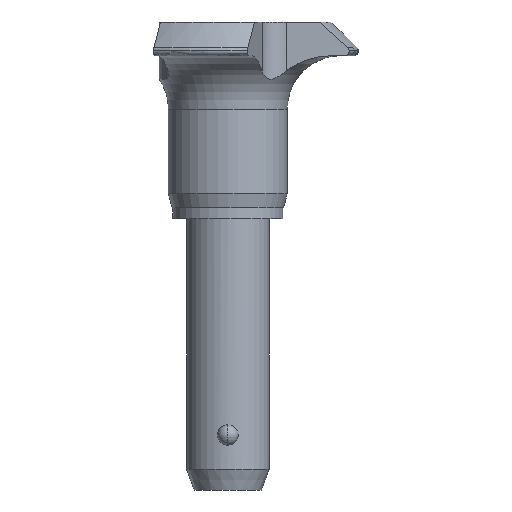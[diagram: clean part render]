
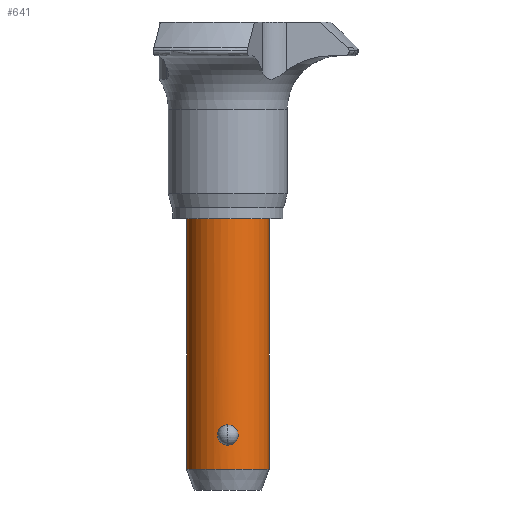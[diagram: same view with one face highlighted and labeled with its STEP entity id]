
A CAD part, front view. The second image highlights one B-rep face of the part: STEP entity #641.
In plain terms, the highlighted cylindrical face has radius 6 mm (diameter 12 mm), a partial arc.
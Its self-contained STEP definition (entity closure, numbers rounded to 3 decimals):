
#641=ADVANCED_FACE('',(#1291,#1292),#1293,.T.);
#691=EDGE_CURVE('',#813,#867,#1346,.T.);
#727=EDGE_CURVE('',#857,#813,#1386,.T.);
#813=VERTEX_POINT('',#1480);
#819=EDGE_CURVE('',#867,#857,#1486,.T.);
#857=VERTEX_POINT('',#1532);
#867=VERTEX_POINT('',#1544);
#877=VERTEX_POINT('',#1556);
#879=EDGE_CURVE('',#895,#921,#1558,.T.);
#891=EDGE_CURVE('',#895,#913,#1570,.T.);
#895=VERTEX_POINT('',#1574);
#909=EDGE_CURVE('',#877,#913,#1591,.T.);
#913=VERTEX_POINT('',#1595);
#917=EDGE_CURVE('',#877,#921,#1600,.T.);
#921=VERTEX_POINT('',#1604);
#1291=FACE_OUTER_BOUND('',#2395,.T.);
#1292=FACE_BOUND('',#2396,.T.);
#1293=CYLINDRICAL_SURFACE('',#2397,6.);
#1346=B_SPLINE_CURVE_WITH_KNOTS('',3,(#2512,#2513,#2514,#2515,#2516,#2517,#2518,#2519,#2520,#2521,#2522,#2523,#2524,#2525),.UNSPECIFIED.,.F.,.F.,(4,2,2,2,2,2,4),(6.7,7.077,7.453,7.683,7.913,8.423,8.934),.UNSPECIFIED.);
#1386=B_SPLINE_CURVE_WITH_KNOTS('',3,(#2584,#2585,#2586,#2587,#2588,#2589,#2590,#2591,#2592,#2593,#2594,#2595,#2596,#2597,#2598,#2599,#2600,#2601,#2602,#2603,#2604,#2605,#2606,#2607,#2608,#2609),.UNSPECIFIED.,.F.,.F.,(4,2,2,2,2,2,2,2,2,2,2,2,4),(2.233,2.61,2.986,3.216,3.446,3.956,4.467,4.977,5.487,5.717,5.947,6.324,6.7),.UNSPECIFIED.);
#1480=CARTESIAN_POINT('',(0.,-6.,-31.007));
#1486=B_SPLINE_CURVE_WITH_KNOTS('',3,(#2793,#2794,#2795,#2796,#2797,#2798,#2799,#2800,#2801,#2802,#2803,#2804,#2805,#2806),.UNSPECIFIED.,.F.,.F.,(4,2,2,2,2,2,4),(0.0,0.51,1.021,1.251,1.481,1.857,2.233),.UNSPECIFIED.);
#1532=CARTESIAN_POINT('',(0.,-6.,-33.965));
#1544=CARTESIAN_POINT('',(1.499,-5.81,-32.486));
#1556=CARTESIAN_POINT('',(-6.,0.,-37.486));
#1558=CIRCLE('',#2941,6.);
#1570=LINE('',#2997,#2998);
#1574=CARTESIAN_POINT('',(6.,0.,-0.986));
#1591=CIRCLE('',#3022,6.);
#1595=CARTESIAN_POINT('',(6.,0.,-37.486));
#1600=LINE('',#3032,#3033);
#1604=CARTESIAN_POINT('',(-6.,0.,-0.986));
#2395=EDGE_LOOP('',(#3491,#3492,#3493,#3494));
#2396=EDGE_LOOP('',(#3495,#3496,#3497));
#2397=AXIS2_PLACEMENT_3D('',#3498,#3499,#3500);
#2512=CARTESIAN_POINT('',(0.,-6.,-31.007));
#2513=CARTESIAN_POINT('',(0.125,-6.,-31.007));
#2514=CARTESIAN_POINT('',(0.262,-5.996,-31.023));
#2515=CARTESIAN_POINT('',(0.524,-5.979,-31.093));
#2516=CARTESIAN_POINT('',(0.65,-5.966,-31.146));
#2517=CARTESIAN_POINT('',(0.824,-5.944,-31.245));
#2518=CARTESIAN_POINT('',(0.893,-5.933,-31.292));
#2519=CARTESIAN_POINT('',(1.022,-5.913,-31.397));
#2520=CARTESIAN_POINT('',(1.082,-5.902,-31.456));
#2521=CARTESIAN_POINT('',(1.244,-5.871,-31.639));
#2522=CARTESIAN_POINT('',(1.34,-5.849,-31.796));
#2523=CARTESIAN_POINT('',(1.468,-5.818,-32.134));
#2524=CARTESIAN_POINT('',(1.499,-5.81,-32.316));
#2525=CARTESIAN_POINT('',(1.499,-5.81,-32.486));
#2584=CARTESIAN_POINT('',(0.,-6.,-33.965));
#2585=CARTESIAN_POINT('',(-0.125,-6.,-33.965));
#2586=CARTESIAN_POINT('',(-0.262,-5.996,-33.949));
#2587=CARTESIAN_POINT('',(-0.524,-5.979,-33.88));
#2588=CARTESIAN_POINT('',(-0.65,-5.966,-33.827));
#2589=CARTESIAN_POINT('',(-0.824,-5.944,-33.727));
#2590=CARTESIAN_POINT('',(-0.893,-5.933,-33.68));
#2591=CARTESIAN_POINT('',(-1.022,-5.913,-33.575));
#2592=CARTESIAN_POINT('',(-1.082,-5.902,-33.517));
#2593=CARTESIAN_POINT('',(-1.244,-5.871,-33.333));
#2594=CARTESIAN_POINT('',(-1.34,-5.849,-33.177));
#2595=CARTESIAN_POINT('',(-1.468,-5.818,-32.838));
#2596=CARTESIAN_POINT('',(-1.499,-5.81,-32.656));
#2597=CARTESIAN_POINT('',(-1.499,-5.81,-32.316));
#2598=CARTESIAN_POINT('',(-1.468,-5.818,-32.134));
#2599=CARTESIAN_POINT('',(-1.34,-5.849,-31.796));
#2600=CARTESIAN_POINT('',(-1.244,-5.871,-31.639));
#2601=CARTESIAN_POINT('',(-1.082,-5.902,-31.456));
#2602=CARTESIAN_POINT('',(-1.022,-5.913,-31.397));
#2603=CARTESIAN_POINT('',(-0.893,-5.933,-31.292));
#2604=CARTESIAN_POINT('',(-0.824,-5.944,-31.245));
#2605=CARTESIAN_POINT('',(-0.65,-5.966,-31.146));
#2606=CARTESIAN_POINT('',(-0.524,-5.979,-31.093));
#2607=CARTESIAN_POINT('',(-0.262,-5.996,-31.023));
#2608=CARTESIAN_POINT('',(-0.125,-6.,-31.007));
#2609=CARTESIAN_POINT('',(0.,-6.,-31.007));
#2793=CARTESIAN_POINT('',(1.499,-5.81,-32.486));
#2794=CARTESIAN_POINT('',(1.499,-5.81,-32.656));
#2795=CARTESIAN_POINT('',(1.468,-5.818,-32.838));
#2796=CARTESIAN_POINT('',(1.34,-5.849,-33.177));
#2797=CARTESIAN_POINT('',(1.244,-5.871,-33.333));
#2798=CARTESIAN_POINT('',(1.082,-5.902,-33.517));
#2799=CARTESIAN_POINT('',(1.022,-5.913,-33.575));
#2800=CARTESIAN_POINT('',(0.893,-5.933,-33.68));
#2801=CARTESIAN_POINT('',(0.824,-5.944,-33.727));
#2802=CARTESIAN_POINT('',(0.65,-5.966,-33.827));
#2803=CARTESIAN_POINT('',(0.524,-5.979,-33.88));
#2804=CARTESIAN_POINT('',(0.262,-5.996,-33.949));
#2805=CARTESIAN_POINT('',(0.125,-6.,-33.965));
#2806=CARTESIAN_POINT('',(0.,-6.,-33.965));
#2941=AXIS2_PLACEMENT_3D('',#3818,#3819,#3820);
#2997=CARTESIAN_POINT('',(6.,0.,-19.236));
#2998=VECTOR('',#3824,1.0);
#3022=AXIS2_PLACEMENT_3D('',#3852,#3853,#3854);
#3032=CARTESIAN_POINT('',(-6.,0.,-19.236));
#3033=VECTOR('',#3861,1.0);
#3491=ORIENTED_EDGE('',*,*,#917,.F.);
#3492=ORIENTED_EDGE('',*,*,#909,.T.);
#3493=ORIENTED_EDGE('',*,*,#891,.F.);
#3494=ORIENTED_EDGE('',*,*,#879,.T.);
#3495=ORIENTED_EDGE('',*,*,#819,.T.);
#3496=ORIENTED_EDGE('',*,*,#727,.T.);
#3497=ORIENTED_EDGE('',*,*,#691,.T.);
#3498=CARTESIAN_POINT('',(0.,0.,-19.236));
#3499=DIRECTION('',(-0.0,-0.0,-1.0));
#3500=DIRECTION('',(-1.0,0.,0.0));
#3818=CARTESIAN_POINT('',(0.,0.,-0.986));
#3819=DIRECTION('',(-0.0,0.0,-1.0));
#3820=DIRECTION('',(-1.0,0.,0.0));
#3824=DIRECTION('',(-0.0,-0.0,-1.0));
#3852=CARTESIAN_POINT('',(0.,0.,-37.486));
#3853=DIRECTION('',(0.0,0.0,1.0));
#3854=DIRECTION('',(-1.0,0.,0.0));
#3861=DIRECTION('',(0.0,0.0,1.0));
